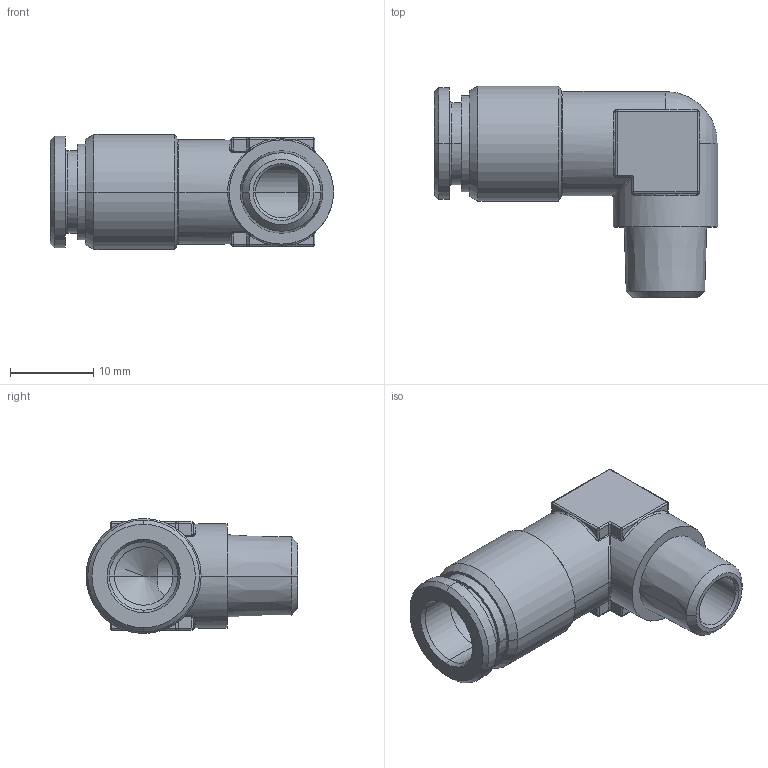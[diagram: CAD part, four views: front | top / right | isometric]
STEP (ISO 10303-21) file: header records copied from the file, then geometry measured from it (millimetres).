
FILE_DESCRIPTION((''),'2;1');
FILE_NAME('mxm.14.08.18',(''),('sopra-pneumatic'),'PRO/ENGINEER BY PARAMETRIC TECHNOLOGY CORPORATION, 2015110','PRO/ENGINEER BY PARAMETRIC TECHNOLOGY CORPORATION, 2015110','');
FILE_SCHEMA(('CONFIG_CONTROL_DESIGN'));
Length unit declared in the file: millimetre
Products named in the file (1): 380866B_950X4-8FF-1-8K
Bounding box: 33.95 x 25.4 x 13.8 mm (x, y, z)
Volume: 3625.7 mm3; surface area: 3267.1 mm2
Topology: 1 solids, 1 shells, 149 faces, 326 edges, 182 vertices
Faces by surface type: cylinder 52, plane 26, cone 22, torus 20, bspline 16, sphere 13
Entity records: 5190 total; most frequent: CARTESIAN_POINT 1926, DIRECTION 728, ORIENTED_EDGE 646, EDGE_CURVE 323, AXIS2_PLACEMENT_3D 308, VERTEX_POINT 182, CIRCLE 175, EDGE_LOOP 157
